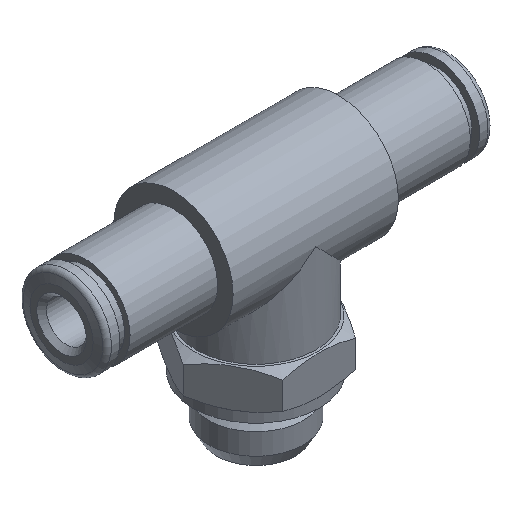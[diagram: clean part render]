
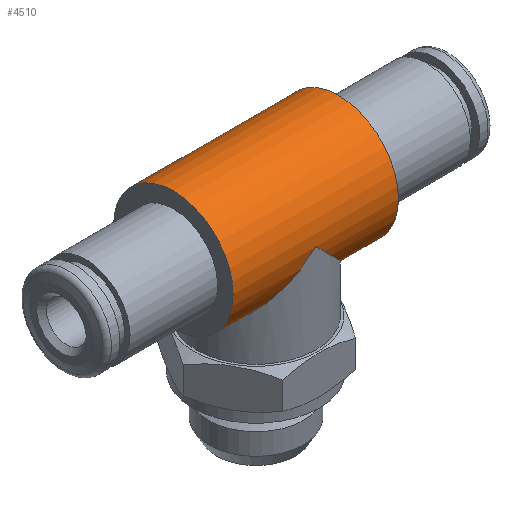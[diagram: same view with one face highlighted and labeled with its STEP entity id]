
A CAD part, isometric view. The second image highlights one B-rep face of the part: STEP entity #4510.
In plain terms, the highlighted cylindrical face has radius 6.15 mm (diameter 12.3 mm), a full revolution.
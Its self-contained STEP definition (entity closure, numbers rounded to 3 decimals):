
#17=ELLIPSE('',#4382,8.697,6.15);
#18=ELLIPSE('',#4383,8.697,6.15);
#932=ORIENTED_EDGE('',*,*,#1268,.T.);
#933=ORIENTED_EDGE('',*,*,#1266,.F.);
#934=ORIENTED_EDGE('',*,*,#1269,.F.);
#935=ORIENTED_EDGE('',*,*,#1270,.F.);
#1059=CIRCLE('',#4378,6.15);
#1061=CIRCLE('',#4381,6.15);
#1152=VERTEX_POINT('',#2807);
#1154=VERTEX_POINT('',#2812);
#1155=VERTEX_POINT('',#2814);
#1156=VERTEX_POINT('',#2815);
#1266=EDGE_CURVE('',#1152,#1152,#1059,.T.);
#1268=EDGE_CURVE('',#1154,#1154,#1061,.T.);
#1269=EDGE_CURVE('',#1155,#1156,#17,.T.);
#1270=EDGE_CURVE('',#1156,#1155,#18,.T.);
#1408=EDGE_LOOP('',(#932));
#1409=EDGE_LOOP('',(#933));
#1410=EDGE_LOOP('',(#934,#935));
#1578=FACE_BOUND('',#1408,.T.);
#1579=FACE_BOUND('',#1409,.T.);
#1580=FACE_BOUND('',#1410,.T.);
#1661=CYLINDRICAL_SURFACE('',#4380,6.15);
#2469=DIRECTION('',(0.,1.,0.));
#2470=DIRECTION('',(6.15,0.,0.));
#2473=DIRECTION('',(0.,1.,0.));
#2474=DIRECTION('',(1.,0.,0.));
#2475=DIRECTION('',(0.,1.,0.));
#2476=DIRECTION('',(6.15,0.,0.));
#2477=DIRECTION('',(0.707,0.707,0.));
#2478=DIRECTION('',(0.707,-0.707,0.));
#2479=DIRECTION('',(0.707,-0.707,0.));
#2480=DIRECTION('',(0.707,0.707,0.));
#2807=CARTESIAN_POINT('',(25.635,42.253,0.));
#2808=CARTESIAN_POINT('',(19.485,42.253,0.));
#2811=CARTESIAN_POINT('',(19.485,25.253,0.));
#2812=CARTESIAN_POINT('',(25.635,25.253,0.));
#2813=CARTESIAN_POINT('',(19.485,25.253,0.));
#2814=CARTESIAN_POINT('',(19.485,33.753,6.15));
#2815=CARTESIAN_POINT('',(19.485,33.753,-6.15));
#2816=CARTESIAN_POINT('',(19.485,33.753,0.));
#2817=CARTESIAN_POINT('',(19.485,33.753,0.));
#4378=AXIS2_PLACEMENT_3D('',#2808,#2469,#2470);
#4380=AXIS2_PLACEMENT_3D('',#2811,#2473,#2474);
#4381=AXIS2_PLACEMENT_3D('',#2813,#2475,#2476);
#4382=AXIS2_PLACEMENT_3D('',#2816,#2477,#2478);
#4383=AXIS2_PLACEMENT_3D('',#2817,#2479,#2480);
#4510=ADVANCED_FACE('',(#1578,#1579,#1580),#1661,.T.);
